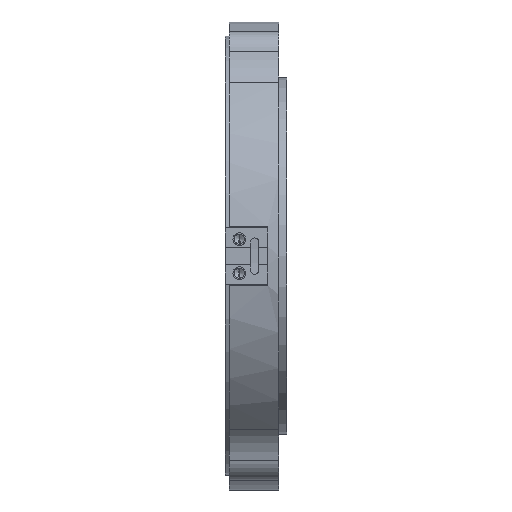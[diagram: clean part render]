
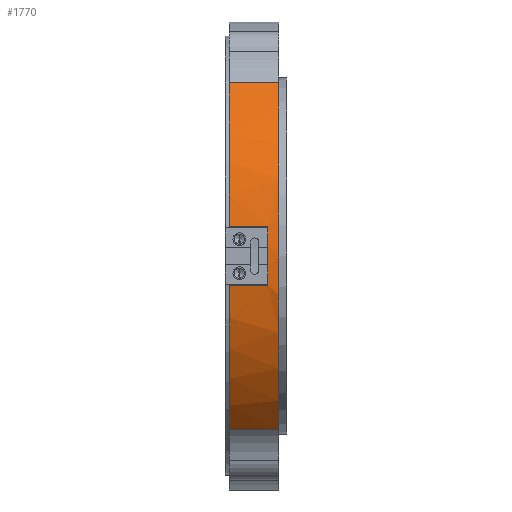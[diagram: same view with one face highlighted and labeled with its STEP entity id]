
A CAD part, left-side view. The second image highlights one B-rep face of the part: STEP entity #1770.
In plain terms, the highlighted cylindrical face has radius 52.388 mm (diameter 104.775 mm), a partial arc.
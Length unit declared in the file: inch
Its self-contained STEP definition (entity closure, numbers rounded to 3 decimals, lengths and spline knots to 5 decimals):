
#135 = LINE ( 'NONE', #136, #567 ) ;
#136 = CARTESIAN_POINT ( 'NONE',  ( -2.04605, -0.43967, 0.26 ) ) ;
#140 = CARTESIAN_POINT ( 'NONE',  ( 0., 0.4375, 0. ) ) ;
#141 = DIRECTION ( 'NONE',  ( 0., 1., 0. ) ) ;
#142 = DIRECTION ( 'NONE',  ( 0., 0., 1. ) ) ;
#143 = CARTESIAN_POINT ( 'NONE',  ( -2.04605, -0.43967, -0.26 ) ) ;
#144 = DIRECTION ( 'NONE',  ( 0., 1., 0. ) ) ;
#145 = LINE ( 'NONE', #146, #573 ) ;
#146 = CARTESIAN_POINT ( 'NONE',  ( -1.38492, 0.4375, -1.52837 ) ) ;
#147 = LINE ( 'NONE', #143, #569 ) ;
#148 = CARTESIAN_POINT ( 'NONE',  ( 0., 0.1, 0. ) ) ;
#149 = DIRECTION ( 'NONE',  ( 0., -1., 0. ) ) ;
#150 = DIRECTION ( 'NONE',  ( 0., 0., 1. ) ) ;
#151 = DIRECTION ( 'NONE',  ( 0., 1., 0. ) ) ;
#152 = LINE ( 'NONE', #153, #576 ) ;
#153 = CARTESIAN_POINT ( 'NONE',  ( -1.38492, 0.4375, 1.52837 ) ) ;
#154 = CARTESIAN_POINT ( 'NONE',  ( 0., 0.4375, 0. ) ) ;
#155 = DIRECTION ( 'NONE',  ( 0., 1., 0. ) ) ;
#156 = DIRECTION ( 'NONE',  ( 0., 0., 1. ) ) ;
#157 = DIRECTION ( 'NONE',  ( 0., -1., 0. ) ) ;
#158 = CARTESIAN_POINT ( 'NONE',  ( 0., 0., 0. ) ) ;
#159 = DIRECTION ( 'NONE',  ( 0., 1., 0. ) ) ;
#160 = DIRECTION ( 'NONE',  ( 0., 0., 1. ) ) ;
#161 = DIRECTION ( 'NONE',  ( 0., 1., 0. ) ) ;
#564 = CIRCLE ( 'NONE', #571, 2.0625 ) ;
#565 = CIRCLE ( 'NONE', #568, 2.0625 ) ;
#567 = VECTOR ( 'NONE', #144, 39.37008 ) ;
#568 = AXIS2_PLACEMENT_3D ( 'NONE', #140, #141, #142 ) ;
#569 = VECTOR ( 'NONE', #151, 39.37008 ) ;
#571 = AXIS2_PLACEMENT_3D ( 'NONE', #148, #149, #150 ) ;
#572 = CIRCLE ( 'NONE', #574, 2.0625 ) ;
#573 = VECTOR ( 'NONE', #157, 39.37008 ) ;
#574 = AXIS2_PLACEMENT_3D ( 'NONE', #154, #155, #156 ) ;
#575 = CIRCLE ( 'NONE', #577, 2.0625 ) ;
#576 = VECTOR ( 'NONE', #161, 39.37008 ) ;
#577 = AXIS2_PLACEMENT_3D ( 'NONE', #158, #159, #160 ) ;
#1091 = CARTESIAN_POINT ( 'NONE',  ( -1.38492, 0.4375, 1.52837 ) ) ;
#1111 = CARTESIAN_POINT ( 'NONE',  ( -1.38492, 0.4375, -1.52837 ) ) ;
#1138 = CARTESIAN_POINT ( 'NONE',  ( -1.38492, 0., 1.52837 ) ) ;
#1141 = CARTESIAN_POINT ( 'NONE',  ( -2.04605, 0.1, -0.26 ) ) ;
#1147 = CARTESIAN_POINT ( 'NONE',  ( -2.04605, 0.4375, 0.26 ) ) ;
#1157 = CARTESIAN_POINT ( 'NONE',  ( -1.38492, 0., -1.52837 ) ) ;
#1158 = CARTESIAN_POINT ( 'NONE',  ( -2.04605, 0.1, 0.26 ) ) ;
#1167 = CARTESIAN_POINT ( 'NONE',  ( -2.04605, 0.4375, -0.26 ) ) ;
#1770 = ADVANCED_FACE ( 'NONE', ( #1962 ), #1949, .T. ) ;
#1847 = EDGE_CURVE ( 'NONE', #2899, #2845, #565, .T. ) ;
#1848 = EDGE_CURVE ( 'NONE', #2910, #2899, #135, .T. ) ;
#1849 = EDGE_CURVE ( 'NONE', #2910, #2893, #564, .T. ) ;
#1850 = EDGE_CURVE ( 'NONE', #2893, #2919, #147, .T. ) ;
#1851 = EDGE_CURVE ( 'NONE', #2863, #2919, #572, .T. ) ;
#1852 = EDGE_CURVE ( 'NONE', #2863, #2909, #145, .T. ) ;
#1853 = EDGE_CURVE ( 'NONE', #2909, #2890, #575, .T. ) ;
#1854 = EDGE_CURVE ( 'NONE', #2890, #2845, #152, .T. ) ;
#1949 = CYLINDRICAL_SURFACE ( 'NONE', #2528, 2.0625 ) ;
#1956 = CARTESIAN_POINT ( 'NONE',  ( 0., 0.4375, 0. ) ) ;
#1962 = FACE_OUTER_BOUND ( 'NONE', #3208, .T. ) ;
#1973 = DIRECTION ( 'NONE',  ( 0., 0., -1. ) ) ;
#1982 = DIRECTION ( 'NONE',  ( 0., -1., 0. ) ) ;
#2528 = AXIS2_PLACEMENT_3D ( 'NONE', #1956, #1982, #1973 ) ;
#2666 = ORIENTED_EDGE ( 'NONE', *, *, #1854, .T. ) ;
#2667 = ORIENTED_EDGE ( 'NONE', *, *, #1853, .T. ) ;
#2668 = ORIENTED_EDGE ( 'NONE', *, *, #1852, .T. ) ;
#2669 = ORIENTED_EDGE ( 'NONE', *, *, #1851, .F. ) ;
#2670 = ORIENTED_EDGE ( 'NONE', *, *, #1850, .T. ) ;
#2671 = ORIENTED_EDGE ( 'NONE', *, *, #1849, .T. ) ;
#2672 = ORIENTED_EDGE ( 'NONE', *, *, #1848, .F. ) ;
#2673 = ORIENTED_EDGE ( 'NONE', *, *, #1847, .F. ) ;
#2845 = VERTEX_POINT ( 'NONE', #1091 ) ;
#2863 = VERTEX_POINT ( 'NONE', #1111 ) ;
#2890 = VERTEX_POINT ( 'NONE', #1138 ) ;
#2893 = VERTEX_POINT ( 'NONE', #1141 ) ;
#2899 = VERTEX_POINT ( 'NONE', #1147 ) ;
#2909 = VERTEX_POINT ( 'NONE', #1157 ) ;
#2910 = VERTEX_POINT ( 'NONE', #1158 ) ;
#2919 = VERTEX_POINT ( 'NONE', #1167 ) ;
#3208 = EDGE_LOOP ( 'NONE', ( #2673, #2672, #2671, #2670, #2669, #2668, #2667, #2666 ) ) ;
